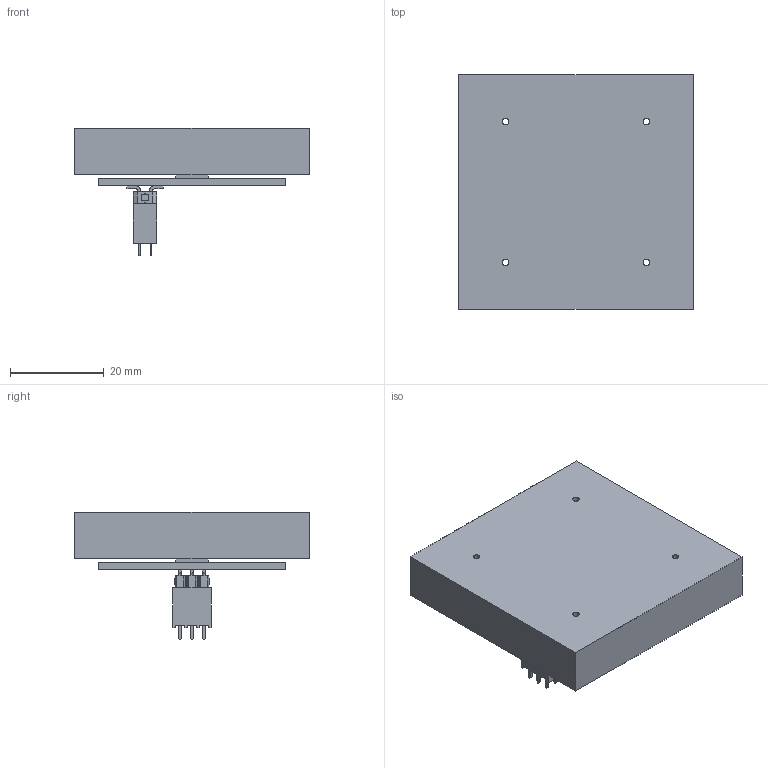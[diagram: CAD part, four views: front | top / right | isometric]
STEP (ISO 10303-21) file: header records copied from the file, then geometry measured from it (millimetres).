
FILE_DESCRIPTION (( 'STEP AP214' ), '1' );
FILE_NAME ('IRIS_Muons_Scintillator.STEP', '2020-10-11T06:54:38', ( '' ), ( '' ), 'SwSTEP 2.0', 'SolidWorks 2019', '' );
FILE_SCHEMA (( 'AUTOMOTIVE_DESIGN' ));
Length unit declared in the file: inch
Products named in the file (5): IRIS_Muons_Scintillator; muon_scint; SSW_103_01_G_D; SSW_103_01_G_D_5; SSW_103_01_G_D_3
Assembly tree (4 placements, depth 3):
  IRIS_Muons_Scintillator
    muon_scint
    SSW_103_01_G_D
      SSW_103_01_G_D_3
      SSW_103_01_G_D_5
Bounding box: 50 x 50 x 27.25 mm (x, y, z)
Volume: 27911.2 mm3; surface area: 11724.5 mm2
Topology: 13 solids, 13 shells, 372 faces, 1020 edges, 680 vertices
Faces by surface type: plane 340, cylinder 32
Entity records: 16844 total; most frequent: CARTESIAN_POINT 2080, ORIENTED_EDGE 2040, DIRECTION 1844, EDGE_CURVE 1020, VECTOR 956, LINE 956, VERTEX_POINT 680, AXIS2_PLACEMENT_3D 444
